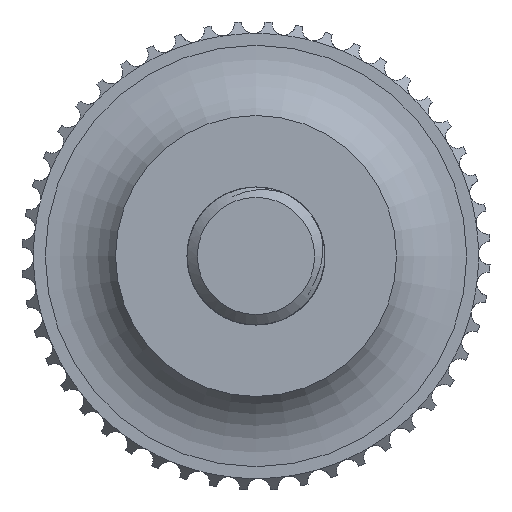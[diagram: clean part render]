
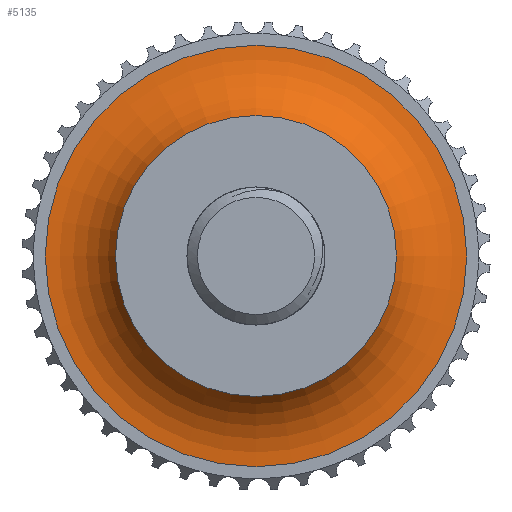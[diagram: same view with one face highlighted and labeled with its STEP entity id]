
A CAD part, front view. The second image highlights one B-rep face of the part: STEP entity #5135.
In plain terms, the highlighted toroidal (fillet/blend) face has major radius 9 mm and minor radius 3.5 mm.
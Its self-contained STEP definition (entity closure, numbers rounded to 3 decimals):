
#15=TOROIDAL_SURFACE('',#5668,9.,3.5);
#139=CIRCLE('',#5278,5.5);
#140=CIRCLE('',#5279,5.5);
#333=CIRCLE('',#5666,9.);
#334=CIRCLE('',#5667,9.);
#335=CIRCLE('',#5669,3.5);
#646=FACE_OUTER_BOUND('',#960,.T.);
#960=EDGE_LOOP('',(#4609,#4610,#4611,#4612,#4613,#4614));
#1947=VERTEX_POINT('',#12979);
#1948=VERTEX_POINT('',#12981);
#2237=VERTEX_POINT('',#16154);
#2238=VERTEX_POINT('',#16155);
#2548=EDGE_CURVE('',#1948,#1947,#139,.T.);
#2549=EDGE_CURVE('',#1947,#1948,#140,.T.);
#3030=EDGE_CURVE('',#2237,#2238,#333,.T.);
#3031=EDGE_CURVE('',#2238,#2237,#334,.T.);
#3032=EDGE_CURVE('',#2238,#1948,#335,.T.);
#4609=ORIENTED_EDGE('',*,*,#3030,.T.);
#4610=ORIENTED_EDGE('',*,*,#3032,.T.);
#4611=ORIENTED_EDGE('',*,*,#2548,.T.);
#4612=ORIENTED_EDGE('',*,*,#2549,.T.);
#4613=ORIENTED_EDGE('',*,*,#3032,.F.);
#4614=ORIENTED_EDGE('',*,*,#3031,.T.);
#5135=ADVANCED_FACE('',(#646),#15,.F.);
#5278=AXIS2_PLACEMENT_3D('',#12982,#6036,#6037);
#5279=AXIS2_PLACEMENT_3D('',#12983,#6038,#6039);
#5666=AXIS2_PLACEMENT_3D('',#16156,#6908,#6909);
#5667=AXIS2_PLACEMENT_3D('',#16157,#6910,#6911);
#5668=AXIS2_PLACEMENT_3D('',#16158,#6912,#6913);
#5669=AXIS2_PLACEMENT_3D('',#16159,#6914,#6915);
#6036=DIRECTION('center_axis',(0.,1.,0.));
#6037=DIRECTION('ref_axis',(1.,0.,0.));
#6038=DIRECTION('center_axis',(0.,1.,0.));
#6039=DIRECTION('ref_axis',(1.,0.,0.));
#6908=DIRECTION('center_axis',(0.,-1.,0.));
#6909=DIRECTION('ref_axis',(1.,0.,0.));
#6910=DIRECTION('center_axis',(0.,-1.,0.));
#6911=DIRECTION('ref_axis',(1.,0.,0.));
#6912=DIRECTION('center_axis',(0.,-1.,0.));
#6913=DIRECTION('ref_axis',(0.,0.,-1.));
#6914=DIRECTION('center_axis',(-1.,0.,0.));
#6915=DIRECTION('ref_axis',(0.,0.,1.));
#12979=CARTESIAN_POINT('',(13.847,185.789,484.434));
#12981=CARTESIAN_POINT('',(19.347,185.789,489.934));
#12982=CARTESIAN_POINT('Origin',(19.347,185.789,484.434));
#12983=CARTESIAN_POINT('Origin',(19.347,185.789,484.434));
#16154=CARTESIAN_POINT('',(10.347,189.289,484.434));
#16155=CARTESIAN_POINT('',(19.347,189.289,493.434));
#16156=CARTESIAN_POINT('Origin',(19.347,189.289,484.434));
#16157=CARTESIAN_POINT('Origin',(19.347,189.289,484.434));
#16158=CARTESIAN_POINT('Origin',(19.347,185.789,484.434));
#16159=CARTESIAN_POINT('Origin',(19.347,185.789,493.434));
